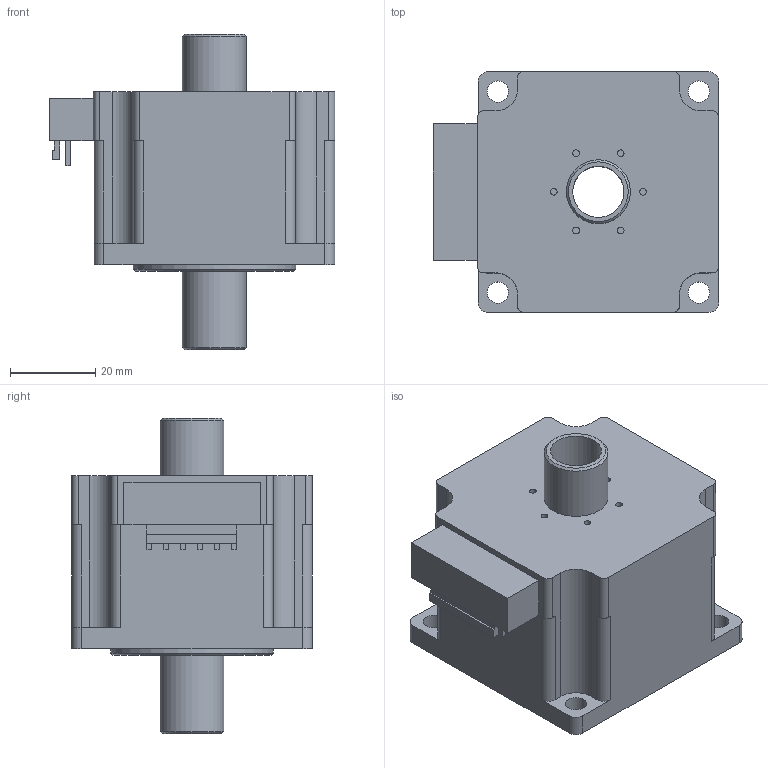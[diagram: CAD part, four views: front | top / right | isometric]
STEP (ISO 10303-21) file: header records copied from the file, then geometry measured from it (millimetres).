
FILE_DESCRIPTION(/* description */ (''),/* implementation_level */ '2;1');
FILE_NAME(/* name */ 'SCA5618X2804-L.stp',/* time_stamp */ '2021-11-09T09:01:43+01:00',/* author */ ('gaoyun'),/* organization */ ('Nanotec GmbH & Co. KG'),/* preprocessor_version */ 'ST-DEVELOPER v17.2',/* originating_system */ 'Autodesk Inventor 2019',/* authorisation */ '');
FILE_SCHEMA (('AUTOMOTIVE_DESIGN { 1 0 10303 214 3 1 1 }'));
Length unit declared in the file: millimetre
Products named in the file (1): SCA5618X2804-L
Bounding box: 66.9 x 56.4 x 74 mm (x, y, z)
Volume: 119501.4 mm3; surface area: 20604.6 mm2
Topology: 1 solids, 1 shells, 117 faces, 306 edges, 207 vertices
Faces by surface type: plane 76, cylinder 38, cone 3
Full cylindrical faces by diameter (mm): 1.567 x6, 5 x4, 12 x1, 15 x2, 38.1 x1
Entity records: 3684 total; most frequent: DIRECTION 633, CARTESIAN_POINT 631, ORIENTED_EDGE 612, EDGE_CURVE 306, LINE 215, VECTOR 215, AXIS2_PLACEMENT_3D 209, VERTEX_POINT 207
